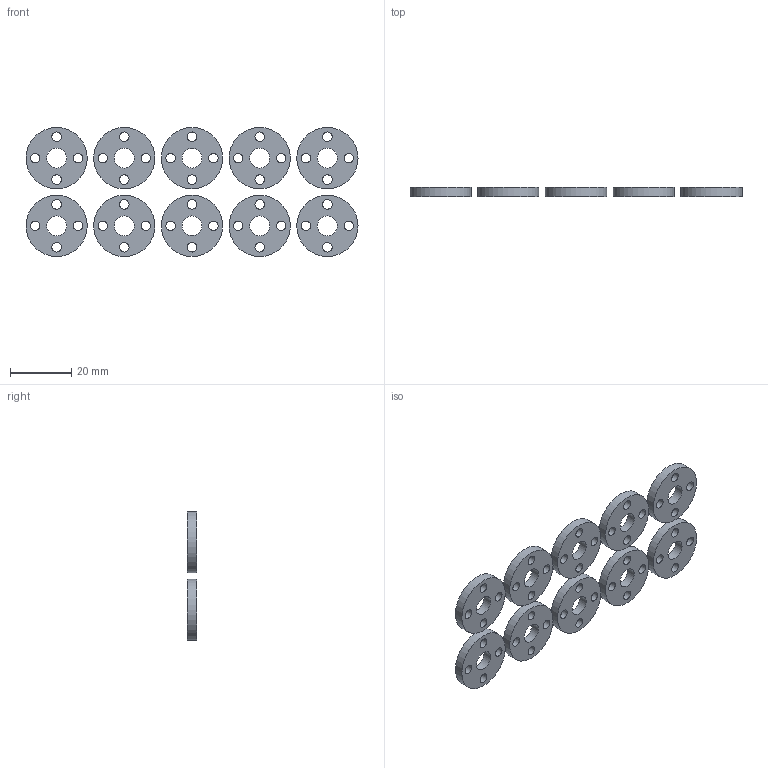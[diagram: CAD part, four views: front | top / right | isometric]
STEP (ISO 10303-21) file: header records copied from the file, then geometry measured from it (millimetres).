
FILE_DESCRIPTION(/* description */ (''),/* implementation_level */ '2;1');
FILE_NAME(/* name */ 'Arm_t3_CAM.stp',/* time_stamp */ '2025-04-27T02:18:53+09:00',/* author */ ('rei_r'),/* organization */ (''),/* preprocessor_version */ 'ST-DEVELOPER v19.2',/* originating_system */ 'Autodesk Inventor 2023',/* authorisation */ '');
FILE_SCHEMA (('AUTOMOTIVE_DESIGN { 1 0 10303 214 3 1 1 }'));
Length unit declared in the file: millimetre
Products named in the file (2): Arm_t3_CAM; servo_horn_spacer
Assembly tree (10 placements, depth 2):
  Arm_t3_CAM
    servo_horn_spacer  x10
Bounding box: 108.4 x 3 x 42.1 mm (x, y, z)
Volume: 7523.6 mm3; surface area: 8681.9 mm2
Topology: 10 solids, 10 shells, 80 faces, 180 edges, 120 vertices
Faces by surface type: cylinder 60, plane 20
Full cylindrical faces by diameter (mm): 3.1 x40, 6.5 x10, 20 x10
Entity records: 395 total; most frequent: DIRECTION 70, CARTESIAN_POINT 50, ORIENTED_EDGE 36, AXIS2_PLACEMENT_3D 32, EDGE_LOOP 18, EDGE_CURVE 18, CIRCLE 12, VERTEX_POINT 12
